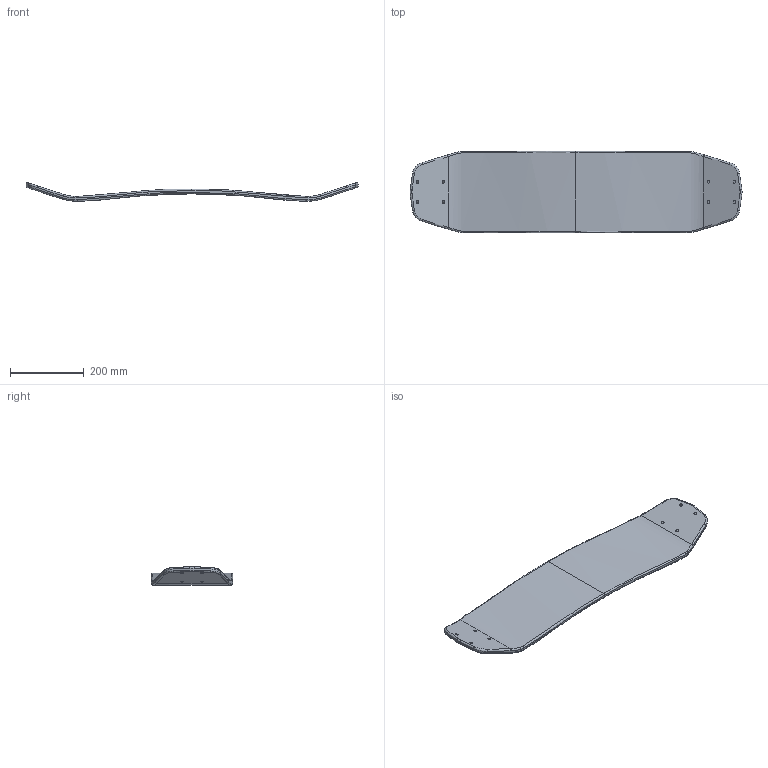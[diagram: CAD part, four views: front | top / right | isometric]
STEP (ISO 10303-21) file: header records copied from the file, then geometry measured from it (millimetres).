
FILE_DESCRIPTION(/* description */ (''),/* implementation_level */ '2;1');
FILE_NAME(/* name */ 'MBS colt 90 Deck.step',/* time_stamp */ '2022-04-07T21:48:16-04:00',/* author */ (''),/* organization */ (''),/* preprocessor_version */ 'ST-DEVELOPER v18.1',/* originating_system */ 'Autodesk Translation Framework v10.13.0.1454',/* authorisation */ '');
FILE_SCHEMA (('AUTOMOTIVE_DESIGN { 1 0 10303 214 3 1 1 }'));
Length unit declared in the file: millimetre
Products named in the file (2): MBS colt 90 Deck; Deck
Assembly tree (1 placements, depth 2):
  MBS colt 90 Deck
    Deck
Bounding box: 901.1 x 220 x 50.45 mm (x, y, z)
Volume: 2422396.9 mm3; surface area: 397952.4 mm2
Topology: 1 solids, 1 shells, 92 faces, 210 edges, 124 vertices
Faces by surface type: bspline 40, cylinder 34, plane 18
Full cylindrical faces by diameter (mm): 8 x8
Entity records: 4544 total; most frequent: CARTESIAN_POINT 2568, ORIENTED_EDGE 420, DIRECTION 360, EDGE_CURVE 210, AXIS2_PLACEMENT_3D 147, VERTEX_POINT 124, EDGE_LOOP 104, FACE_OUTER_BOUND 92
